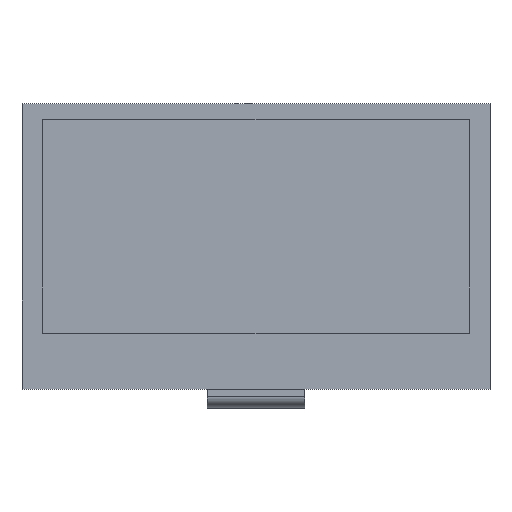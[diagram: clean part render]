
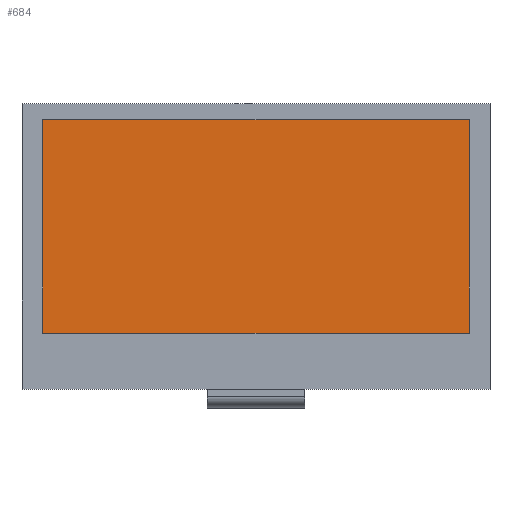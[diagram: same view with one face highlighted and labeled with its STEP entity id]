
A CAD part, top view. The second image highlights one B-rep face of the part: STEP entity #684.
In plain terms, the highlighted planar face has unit normal (0, 0, 1).
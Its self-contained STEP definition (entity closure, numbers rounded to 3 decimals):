
#7 = DIRECTION ( 'NONE',  ( 0., 1., 0. ) ) ;
#43 = DIRECTION ( 'NONE',  ( -1., 0., 0. ) ) ;
#63 = VECTOR ( 'NONE', #469, 1000. ) ;
#134 = EDGE_CURVE ( 'NONE', #392, #627, #561, .T. ) ;
#167 = CARTESIAN_POINT ( 'NONE',  ( 27.505, -11.17, 2. ) ) ;
#255 = VERTEX_POINT ( 'NONE', #167 ) ;
#276 = VECTOR ( 'NONE', #7, 1000. ) ;
#300 = AXIS2_PLACEMENT_3D ( 'NONE', #435, #443, #446 ) ;
#311 = EDGE_CURVE ( 'NONE', #577, #392, #734, .T. ) ;
#329 = EDGE_LOOP ( 'NONE', ( #436, #461, #712, #499 ) ) ;
#373 = PLANE ( 'NONE',  #300 ) ;
#392 = VERTEX_POINT ( 'NONE', #631 ) ;
#396 = CARTESIAN_POINT ( 'NONE',  ( 0., 16.32, 2. ) ) ;
#398 = LINE ( 'NONE', #550, #276 ) ;
#435 = CARTESIAN_POINT ( 'NONE',  ( 0., 0., 2. ) ) ;
#436 = ORIENTED_EDGE ( 'NONE', *, *, #311, .T. ) ;
#438 = CARTESIAN_POINT ( 'NONE',  ( 27.505, 16.32, 2. ) ) ;
#443 = DIRECTION ( 'NONE',  ( 0., 0., -1. ) ) ;
#446 = DIRECTION ( 'NONE',  ( -1., 0., 0. ) ) ;
#461 = ORIENTED_EDGE ( 'NONE', *, *, #134, .T. ) ;
#463 = EDGE_CURVE ( 'NONE', #255, #577, #398, .T. ) ;
#469 = DIRECTION ( 'NONE',  ( 1., 0., 0. ) ) ;
#477 = LINE ( 'NONE', #536, #63 ) ;
#499 = ORIENTED_EDGE ( 'NONE', *, *, #463, .T. ) ;
#536 = CARTESIAN_POINT ( 'NONE',  ( 0., -11.17, 2. ) ) ;
#546 = VECTOR ( 'NONE', #660, 1000. ) ;
#550 = CARTESIAN_POINT ( 'NONE',  ( 27.505, 0., 2. ) ) ;
#561 = LINE ( 'NONE', #679, #546 ) ;
#573 = EDGE_CURVE ( 'NONE', #627, #255, #477, .T. ) ;
#577 = VERTEX_POINT ( 'NONE', #438 ) ;
#627 = VERTEX_POINT ( 'NONE', #755 ) ;
#631 = CARTESIAN_POINT ( 'NONE',  ( -27.505, 16.32, 2. ) ) ;
#660 = DIRECTION ( 'NONE',  ( 0., -1., 0. ) ) ;
#679 = CARTESIAN_POINT ( 'NONE',  ( -27.505, 0., 2. ) ) ;
#684 = ADVANCED_FACE ( 'NONE', ( #707 ), #373, .F. ) ;
#707 = FACE_OUTER_BOUND ( 'NONE', #329, .T. ) ;
#712 = ORIENTED_EDGE ( 'NONE', *, *, #573, .T. ) ;
#734 = LINE ( 'NONE', #396, #747 ) ;
#747 = VECTOR ( 'NONE', #43, 1000. ) ;
#755 = CARTESIAN_POINT ( 'NONE',  ( -27.505, -11.17, 2. ) ) ;
